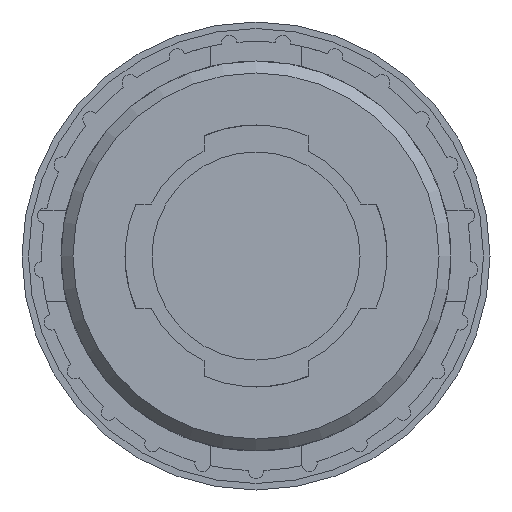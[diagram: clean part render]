
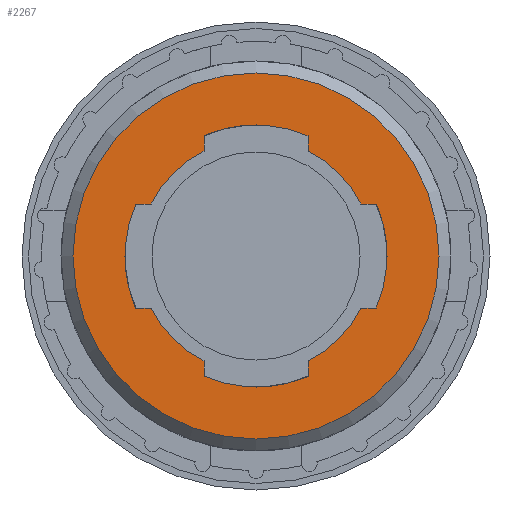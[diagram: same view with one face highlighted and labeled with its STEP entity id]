
A CAD part, front view. The second image highlights one B-rep face of the part: STEP entity #2267.
In plain terms, the highlighted planar face has unit normal (0, -1, 0).
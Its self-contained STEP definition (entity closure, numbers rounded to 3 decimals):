
#155=LINE('',#3673,#319);
#156=LINE('',#3674,#320);
#157=LINE('',#3678,#321);
#158=LINE('',#3679,#322);
#159=LINE('',#3683,#323);
#160=LINE('',#3684,#324);
#161=LINE('',#3688,#325);
#162=LINE('',#3689,#326);
#319=VECTOR('',#2861,1000.);
#320=VECTOR('',#2862,1000.);
#321=VECTOR('',#2865,1000.);
#322=VECTOR('',#2866,1000.);
#323=VECTOR('',#2869,1000.);
#324=VECTOR('',#2870,1000.);
#325=VECTOR('',#2873,1000.);
#326=VECTOR('',#2874,1000.);
#544=ORIENTED_EDGE('',*,*,#1220,.F.);
#545=ORIENTED_EDGE('',*,*,#1221,.T.);
#546=ORIENTED_EDGE('',*,*,#1212,.F.);
#547=ORIENTED_EDGE('',*,*,#1222,.F.);
#548=ORIENTED_EDGE('',*,*,#1223,.F.);
#549=ORIENTED_EDGE('',*,*,#1224,.T.);
#550=ORIENTED_EDGE('',*,*,#1196,.F.);
#551=ORIENTED_EDGE('',*,*,#1225,.F.);
#552=ORIENTED_EDGE('',*,*,#1226,.F.);
#553=ORIENTED_EDGE('',*,*,#1227,.T.);
#554=ORIENTED_EDGE('',*,*,#1202,.F.);
#555=ORIENTED_EDGE('',*,*,#1228,.F.);
#556=ORIENTED_EDGE('',*,*,#1229,.F.);
#557=ORIENTED_EDGE('',*,*,#1230,.T.);
#558=ORIENTED_EDGE('',*,*,#1215,.F.);
#559=ORIENTED_EDGE('',*,*,#1231,.F.);
#560=ORIENTED_EDGE('',*,*,#1232,.T.);
#1196=EDGE_CURVE('',#1540,#1541,#1746,.T.);
#1202=EDGE_CURVE('',#1543,#1544,#1747,.T.);
#1212=EDGE_CURVE('',#1547,#1548,#1748,.T.);
#1215=EDGE_CURVE('',#1549,#1551,#1749,.T.);
#1220=EDGE_CURVE('',#1552,#1553,#1750,.T.);
#1221=EDGE_CURVE('',#1552,#1548,#155,.T.);
#1222=EDGE_CURVE('',#1554,#1547,#156,.T.);
#1223=EDGE_CURVE('',#1555,#1554,#1751,.T.);
#1224=EDGE_CURVE('',#1555,#1541,#157,.T.);
#1225=EDGE_CURVE('',#1556,#1540,#158,.T.);
#1226=EDGE_CURVE('',#1557,#1556,#1752,.T.);
#1227=EDGE_CURVE('',#1557,#1544,#159,.T.);
#1228=EDGE_CURVE('',#1558,#1543,#160,.T.);
#1229=EDGE_CURVE('',#1559,#1558,#1753,.T.);
#1230=EDGE_CURVE('',#1559,#1551,#161,.T.);
#1231=EDGE_CURVE('',#1553,#1549,#162,.T.);
#1232=EDGE_CURVE('',#1560,#1560,#1754,.T.);
#1540=VERTEX_POINT('',#3619);
#1541=VERTEX_POINT('',#3620);
#1543=VERTEX_POINT('',#3632);
#1544=VERTEX_POINT('',#3633);
#1547=VERTEX_POINT('',#3652);
#1548=VERTEX_POINT('',#3654);
#1549=VERTEX_POINT('',#3658);
#1551=VERTEX_POINT('',#3661);
#1552=VERTEX_POINT('',#3671);
#1553=VERTEX_POINT('',#3672);
#1554=VERTEX_POINT('',#3675);
#1555=VERTEX_POINT('',#3677);
#1556=VERTEX_POINT('',#3680);
#1557=VERTEX_POINT('',#3682);
#1558=VERTEX_POINT('',#3685);
#1559=VERTEX_POINT('',#3687);
#1560=VERTEX_POINT('',#3691);
#1746=CIRCLE('',#2442,9.);
#1747=CIRCLE('',#2444,9.);
#1748=CIRCLE('',#2446,9.);
#1749=CIRCLE('',#2448,9.);
#1750=CIRCLE('',#2450,10.08);
#1751=CIRCLE('',#2451,10.08);
#1752=CIRCLE('',#2452,10.08);
#1753=CIRCLE('',#2453,10.08);
#1754=CIRCLE('',#2454,14.08);
#1907=EDGE_LOOP('',(#544,#545,#546,#547,#548,#549,#550,#551,#552,#553,#554,
#555,#556,#557,#558,#559));
#1908=EDGE_LOOP('',(#560));
#2059=FACE_BOUND('',#1907,.T.);
#2060=FACE_BOUND('',#1908,.T.);
#2206=PLANE('',#2449);
#2267=ADVANCED_FACE('',(#2059,#2060),#2206,.F.);
#2442=AXIS2_PLACEMENT_3D('',#3618,#2827,#2828);
#2444=AXIS2_PLACEMENT_3D('',#3631,#2835,#2836);
#2446=AXIS2_PLACEMENT_3D('',#3653,#2846,#2847);
#2448=AXIS2_PLACEMENT_3D('',#3660,#2852,#2853);
#2449=AXIS2_PLACEMENT_3D('',#3669,#2857,#2858);
#2450=AXIS2_PLACEMENT_3D('',#3670,#2859,#2860);
#2451=AXIS2_PLACEMENT_3D('',#3676,#2863,#2864);
#2452=AXIS2_PLACEMENT_3D('',#3681,#2867,#2868);
#2453=AXIS2_PLACEMENT_3D('',#3686,#2871,#2872);
#2454=AXIS2_PLACEMENT_3D('',#3690,#2875,#2876);
#2827=DIRECTION('',(0.,-1.,0.));
#2828=DIRECTION('',(0.,0.,-1.));
#2835=DIRECTION('',(0.,-1.,0.));
#2836=DIRECTION('',(0.,0.,-1.));
#2846=DIRECTION('',(0.,-1.,0.));
#2847=DIRECTION('',(0.,0.,-1.));
#2852=DIRECTION('',(0.,-1.,0.));
#2853=DIRECTION('',(0.,0.,-1.));
#2857=DIRECTION('',(0.,1.,0.));
#2858=DIRECTION('',(0.,0.,1.));
#2859=DIRECTION('',(0.,-1.,0.));
#2860=DIRECTION('',(0.,0.,-1.));
#2861=DIRECTION('',(-1.,0.,0.));
#2862=DIRECTION('',(0.,0.,1.));
#2863=DIRECTION('',(0.,-1.,0.));
#2864=DIRECTION('',(0.,0.,-1.));
#2865=DIRECTION('',(0.,0.,1.));
#2866=DIRECTION('',(1.,0.,0.));
#2867=DIRECTION('',(0.,-1.,0.));
#2868=DIRECTION('',(0.,0.,-1.));
#2869=DIRECTION('',(1.,0.,0.));
#2870=DIRECTION('',(0.,0.,-1.));
#2871=DIRECTION('',(0.,-1.,0.));
#2872=DIRECTION('',(0.,0.,-1.));
#2873=DIRECTION('',(0.,0.,-1.));
#2874=DIRECTION('',(-1.,0.,0.));
#2875=DIRECTION('',(0.,-1.,0.));
#2876=DIRECTION('',(0.,0.,-1.));
#3618=CARTESIAN_POINT('',(0.,9.,0.));
#3619=CARTESIAN_POINT('',(-8.062,9.,-4.));
#3620=CARTESIAN_POINT('',(-4.,9.,-8.062));
#3631=CARTESIAN_POINT('',(0.,9.,0.));
#3632=CARTESIAN_POINT('',(-4.,9.,8.062));
#3633=CARTESIAN_POINT('',(-8.062,9.,4.));
#3652=CARTESIAN_POINT('',(4.,9.,-8.062));
#3653=CARTESIAN_POINT('',(0.,9.,0.));
#3654=CARTESIAN_POINT('',(8.062,9.,-4.));
#3658=CARTESIAN_POINT('',(8.062,9.,4.));
#3660=CARTESIAN_POINT('',(0.,9.,0.));
#3661=CARTESIAN_POINT('',(4.,9.,8.062));
#3669=CARTESIAN_POINT('',(14.08,9.,0.));
#3670=CARTESIAN_POINT('',(0.,9.,0.));
#3671=CARTESIAN_POINT('',(9.252,9.,-4.));
#3672=CARTESIAN_POINT('',(9.252,9.,4.));
#3673=CARTESIAN_POINT('',(12.,9.,-4.));
#3674=CARTESIAN_POINT('',(4.,9.,-12.));
#3675=CARTESIAN_POINT('',(4.,9.,-9.252));
#3676=CARTESIAN_POINT('',(0.,9.,0.));
#3677=CARTESIAN_POINT('',(-4.,9.,-9.252));
#3678=CARTESIAN_POINT('',(-4.,9.,-12.));
#3679=CARTESIAN_POINT('',(-12.,9.,-4.));
#3680=CARTESIAN_POINT('',(-9.252,9.,-4.));
#3681=CARTESIAN_POINT('',(0.,9.,0.));
#3682=CARTESIAN_POINT('',(-9.252,9.,4.));
#3683=CARTESIAN_POINT('',(-12.,9.,4.));
#3684=CARTESIAN_POINT('',(-4.,9.,12.));
#3685=CARTESIAN_POINT('',(-4.,9.,9.252));
#3686=CARTESIAN_POINT('',(0.,9.,0.));
#3687=CARTESIAN_POINT('',(4.,9.,9.252));
#3688=CARTESIAN_POINT('',(4.,9.,12.));
#3689=CARTESIAN_POINT('',(12.,9.,4.));
#3690=CARTESIAN_POINT('',(0.,9.,0.));
#3691=CARTESIAN_POINT('',(0.,9.,-14.08));
